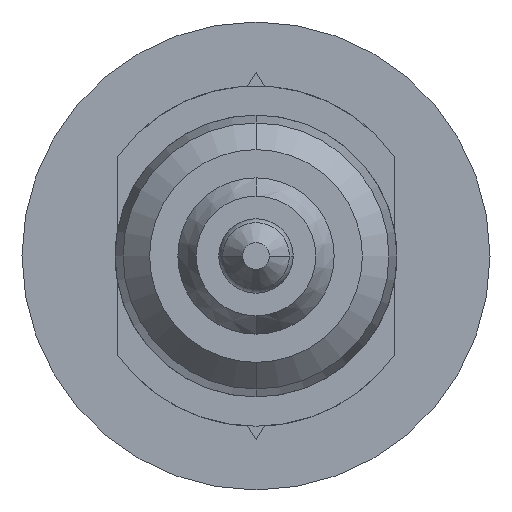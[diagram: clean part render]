
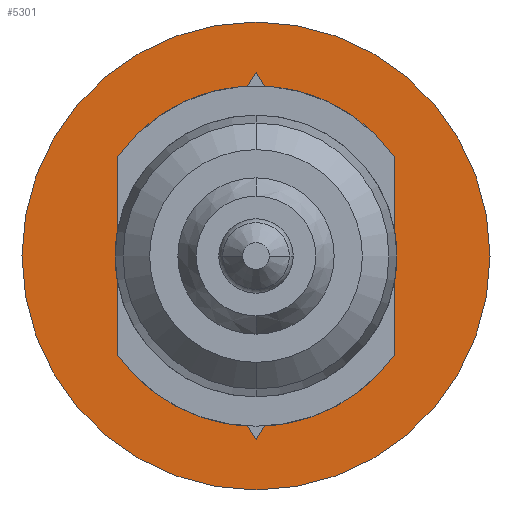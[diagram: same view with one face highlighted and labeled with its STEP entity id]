
A CAD part, front view. The second image highlights one B-rep face of the part: STEP entity #5301.
In plain terms, the highlighted planar face has unit normal (0, -1, 0).
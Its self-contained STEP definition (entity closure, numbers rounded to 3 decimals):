
#33 = VECTOR ( 'NONE', #5379, 1000. ) ;
#39 = DIRECTION ( 'NONE',  ( 0., 0., -1. ) ) ;
#208 = CIRCLE ( 'NONE', #3347, 2.2 ) ;
#276 = AXIS2_PLACEMENT_3D ( 'NONE', #4556, #1651, #3351 ) ;
#368 = FACE_BOUND ( 'NONE', #2750, .T. ) ;
#408 = CARTESIAN_POINT ( 'NONE',  ( 0., 33.4, 0. ) ) ;
#528 = CARTESIAN_POINT ( 'NONE',  ( -2.2, 33.4, 0. ) ) ;
#617 = EDGE_CURVE ( 'Defeature ausgef�hrt2_39+Defeature ausgef�hrt2_48+Defeature ausgef�hrt2_48+Defeature ausgef�hrt2_48', #2146, #5060, #2562, .T. ) ;
#647 = VERTEX_POINT ( 'NONE', #1686 ) ;
#670 = EDGE_CURVE ( 'Defeature ausgef�hrt2_39+Defeature ausgef�hrt2_48+Defeature ausgef�hrt2_48+Defeature ausgef�hrt2_48', #5060, #2146, #208, .T. ) ;
#693 = VERTEX_POINT ( 'NONE', #2095 ) ;
#1112 = CARTESIAN_POINT ( 'NONE',  ( 0., 33.4, -1.728 ) ) ;
#1217 = DIRECTION ( 'NONE',  ( 0., -1., 0. ) ) ;
#1406 = PLANE ( 'NONE',  #4776 ) ;
#1493 = DIRECTION ( 'NONE',  ( 0.53, 0., 0.848 ) ) ;
#1592 = CARTESIAN_POINT ( 'NONE',  ( 2.2, 33.4, 0. ) ) ;
#1651 = DIRECTION ( 'NONE',  ( 0., -1., 0. ) ) ;
#1655 = VECTOR ( 'NONE', #4879, 1000. ) ;
#1686 = CARTESIAN_POINT ( 'NONE',  ( -1.08, 33.4, 0. ) ) ;
#1709 = EDGE_LOOP ( 'NONE', ( #4120, #2989 ) ) ;
#1762 = CARTESIAN_POINT ( 'NONE',  ( 0., 33.4, 1.728 ) ) ;
#1873 = FACE_OUTER_BOUND ( 'NONE', #1709, .T. ) ;
#1903 = DIRECTION ( 'NONE',  ( -0.53, 0., 0.848 ) ) ;
#1974 = CARTESIAN_POINT ( 'NONE',  ( 0., 33.4, 1.728 ) ) ;
#2095 = CARTESIAN_POINT ( 'NONE',  ( 1.08, 33.4, 0. ) ) ;
#2146 = VERTEX_POINT ( 'NONE', #1592 ) ;
#2188 = VECTOR ( 'NONE', #1903, 1000. ) ;
#2459 = ORIENTED_EDGE ( 'NONE', *, *, #4253, .F. ) ;
#2508 = LINE ( 'NONE', #1974, #1655 ) ;
#2542 = DIRECTION ( 'NONE',  ( 0., -1., 0. ) ) ;
#2562 = CIRCLE ( 'NONE', #276, 2.2 ) ;
#2643 = EDGE_CURVE ( 'Defeature ausgef�hrt2_45+Defeature ausgef�hrt2_39+Defeature ausgef�hrt2_42+Defeature ausgef�hrt2_44', #3014, #647, #2508, .T. ) ;
#2662 = CARTESIAN_POINT ( 'NONE',  ( 0., 33.4, 0. ) ) ;
#2750 = EDGE_LOOP ( 'NONE', ( #2459, #4399, #5111, #4565 ) ) ;
#2929 = DIRECTION ( 'NONE',  ( 0., 0., -1. ) ) ;
#2941 = CARTESIAN_POINT ( 'NONE',  ( -1.08, 33.4, 0. ) ) ;
#2989 = ORIENTED_EDGE ( 'NONE', *, *, #617, .T. ) ;
#3014 = VERTEX_POINT ( 'NONE', #1762 ) ;
#3154 = CARTESIAN_POINT ( 'NONE',  ( 0., 33.4, -1.728 ) ) ;
#3347 = AXIS2_PLACEMENT_3D ( 'NONE', #408, #1217, #2929 ) ;
#3351 = DIRECTION ( 'NONE',  ( 0., 0., -1. ) ) ;
#3451 = EDGE_CURVE ( 'Defeature ausgef�hrt2_44+Defeature ausgef�hrt2_39+Defeature ausgef�hrt2_45+Defeature ausgef�hrt2_43', #647, #3799, #5167, .T. ) ;
#3799 = VERTEX_POINT ( 'NONE', #1112 ) ;
#3860 = VECTOR ( 'NONE', #1493, 1000. ) ;
#3920 = LINE ( 'NONE', #3154, #3860 ) ;
#4120 = ORIENTED_EDGE ( 'NONE', *, *, #670, .T. ) ;
#4253 = EDGE_CURVE ( 'Defeature ausgef�hrt2_43+Defeature ausgef�hrt2_39+Defeature ausgef�hrt2_44+Defeature ausgef�hrt2_42', #3799, #693, #3920, .T. ) ;
#4341 = EDGE_CURVE ( 'Defeature ausgef�hrt2_42+Defeature ausgef�hrt2_39+Defeature ausgef�hrt2_43+Defeature ausgef�hrt2_45', #693, #3014, #4904, .T. ) ;
#4399 = ORIENTED_EDGE ( 'NONE', *, *, #3451, .F. ) ;
#4556 = CARTESIAN_POINT ( 'NONE',  ( 0., 33.4, 0. ) ) ;
#4565 = ORIENTED_EDGE ( 'NONE', *, *, #4341, .F. ) ;
#4776 = AXIS2_PLACEMENT_3D ( 'NONE', #2662, #2542, #39 ) ;
#4879 = DIRECTION ( 'NONE',  ( -0.53, 0., -0.848 ) ) ;
#4904 = LINE ( 'NONE', #5256, #2188 ) ;
#5060 = VERTEX_POINT ( 'NONE', #528 ) ;
#5111 = ORIENTED_EDGE ( 'NONE', *, *, #2643, .F. ) ;
#5167 = LINE ( 'NONE', #2941, #33 ) ;
#5256 = CARTESIAN_POINT ( 'NONE',  ( 1.08, 33.4, 0. ) ) ;
#5301 = ADVANCED_FACE ( 'Defeature ausgef�hrt2_39', ( #368, #1873 ), #1406, .T. ) ;
#5379 = DIRECTION ( 'NONE',  ( 0.53, 0., -0.848 ) ) ;
